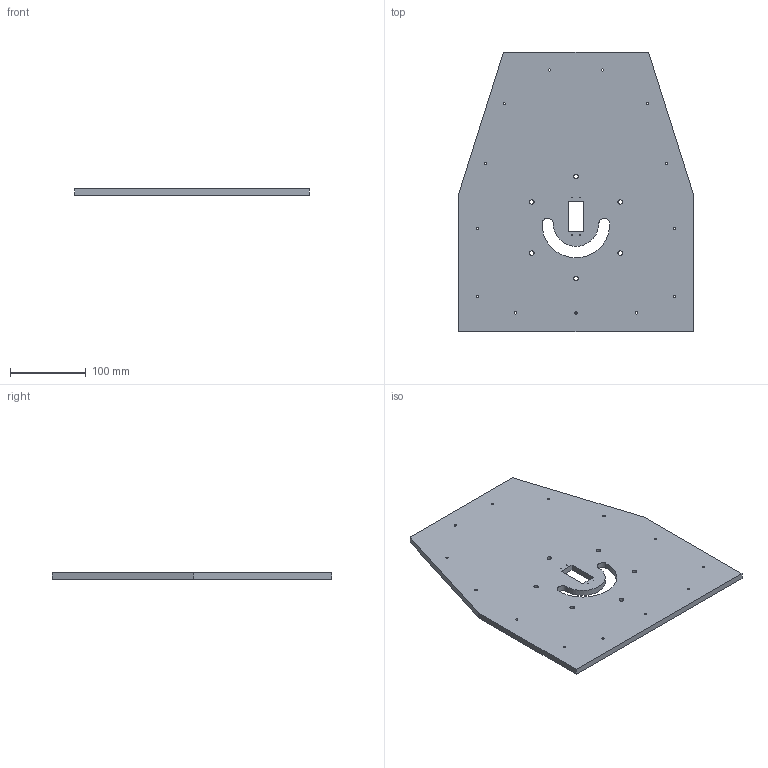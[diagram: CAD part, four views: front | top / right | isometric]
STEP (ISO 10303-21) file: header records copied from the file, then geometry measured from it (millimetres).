
FILE_DESCRIPTION((''),'2;1');
FILE_NAME('BE4','2017-05-22T',('salasloc'),(''),'CREO PARAMETRIC BY PTC INC, 2015080','CREO PARAMETRIC BY PTC INC, 2015080','');
FILE_SCHEMA(('CONFIG_CONTROL_DESIGN'));
Length unit declared in the file: millimetre
Products named in the file (1): BE4
Bounding box: 310 x 370 x 8 mm (x, y, z)
Volume: 805375.6 mm3; surface area: 216619.7 mm2
Topology: 1 solids, 1 shells, 63 faces, 183 edges, 122 vertices
Faces by surface type: cylinder 50, plane 13
Entity records: 2275 total; most frequent: DIRECTION 409, CARTESIAN_POINT 368, ORIENTED_EDGE 366, EDGE_CURVE 183, AXIS2_PLACEMENT_3D 163, VERTEX_POINT 122, EDGE_LOOP 113, CIRCLE 100
